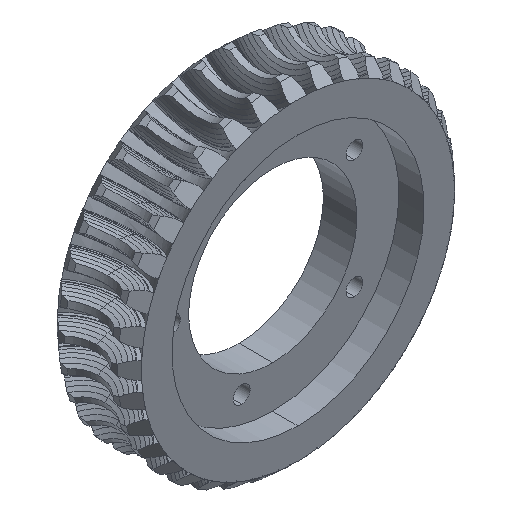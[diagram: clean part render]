
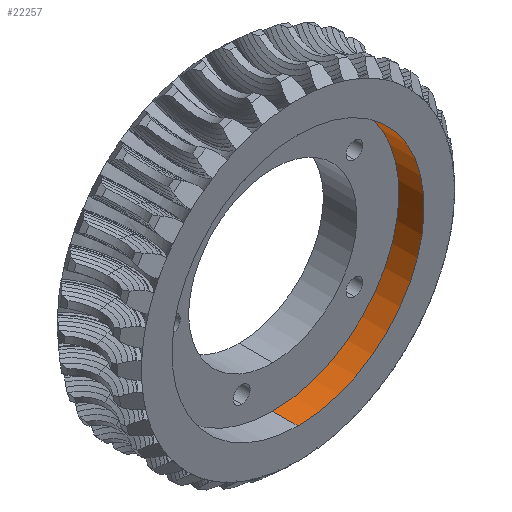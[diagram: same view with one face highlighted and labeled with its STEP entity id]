
A CAD part, isometric view. The second image highlights one B-rep face of the part: STEP entity #22257.
In plain terms, the highlighted free-form (B-spline) face has degree [2, 1] with [5, 2] control points.
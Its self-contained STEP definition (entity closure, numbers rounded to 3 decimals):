
#12753 = EDGE_CURVE('',#12754,#12756,#12758,.T.);
#12754 = VERTEX_POINT('',#12755);
#12755 = CARTESIAN_POINT('',(46.074,-3.965,
    -29.737));
#12756 = VERTEX_POINT('',#12757);
#12757 = CARTESIAN_POINT('',(46.074,-9.912,
    -29.737));
#12758 = B_SPLINE_CURVE_WITH_KNOTS('',1,(#12759,#12760),.UNSPECIFIED.,
  .F.,.F.,(2,2),(-1.5,4.5),.PIECEWISE_BEZIER_KNOTS.);
#12759 = CARTESIAN_POINT('',(46.074,-3.965,
    -29.737));
#12760 = CARTESIAN_POINT('',(46.074,-9.912,
    -29.737));
#12763 = VERTEX_POINT('',#12764);
#12764 = CARTESIAN_POINT('',(46.074,-9.912,
    29.737));
#12772 = EDGE_CURVE('',#12773,#12763,#12775,.T.);
#12773 = VERTEX_POINT('',#12774);
#12774 = CARTESIAN_POINT('',(46.074,-3.965,
    29.737));
#12775 = B_SPLINE_CURVE_WITH_KNOTS('',1,(#12776,#12777),.UNSPECIFIED.,
  .F.,.F.,(2,2),(-1.5,4.5),.PIECEWISE_BEZIER_KNOTS.);
#12776 = CARTESIAN_POINT('',(46.074,-3.965,
    29.737));
#12777 = CARTESIAN_POINT('',(46.074,-9.912,
    29.737));
#20617 = EDGE_CURVE('',#12756,#12763,#20618,.T.);
#20618 = ( BOUNDED_CURVE() B_SPLINE_CURVE(2,(#20619,#20620,#20621,#20622
,#20623),.UNSPECIFIED.,.F.,.F.) B_SPLINE_CURVE_WITH_KNOTS((3,2,3),(0.,
1.571,3.142),.PIECEWISE_BEZIER_KNOTS.) CURVE() 
GEOMETRIC_REPRESENTATION_ITEM() RATIONAL_B_SPLINE_CURVE((1.,
0.707,1.,0.707,1.)) REPRESENTATION_ITEM('') );
#20619 = CARTESIAN_POINT('',(46.074,-9.912,
    -29.737));
#20620 = CARTESIAN_POINT('',(75.811,-9.912,
    -29.737));
#20621 = CARTESIAN_POINT('',(75.811,-9.912,
    0.));
#20622 = CARTESIAN_POINT('',(75.811,-9.912,
    29.737));
#20623 = CARTESIAN_POINT('',(46.074,-9.912,
    29.737));
#22244 = EDGE_CURVE('',#12754,#12773,#22245,.T.);
#22245 = ( BOUNDED_CURVE() B_SPLINE_CURVE(2,(#22246,#22247,#22248,#22249
,#22250),.UNSPECIFIED.,.F.,.F.) B_SPLINE_CURVE_WITH_KNOTS((3,2,3),(0.,
1.571,3.142),.PIECEWISE_BEZIER_KNOTS.) CURVE() 
GEOMETRIC_REPRESENTATION_ITEM() RATIONAL_B_SPLINE_CURVE((1.,
0.707,1.,0.707,1.)) REPRESENTATION_ITEM('') );
#22246 = CARTESIAN_POINT('',(46.074,-3.965,
    -29.737));
#22247 = CARTESIAN_POINT('',(75.811,-3.965,
    -29.737));
#22248 = CARTESIAN_POINT('',(75.811,-3.965,
    0.));
#22249 = CARTESIAN_POINT('',(75.811,-3.965,
    29.737));
#22250 = CARTESIAN_POINT('',(46.074,-3.965,
    29.737));
#22257 = ADVANCED_FACE('',(#22258),#22264,.F.);
#22258 = FACE_BOUND('',#22259,.F.);
#22259 = EDGE_LOOP('',(#22260,#22261,#22262,#22263));
#22260 = ORIENTED_EDGE('',*,*,#20617,.F.);
#22261 = ORIENTED_EDGE('',*,*,#12753,.F.);
#22262 = ORIENTED_EDGE('',*,*,#22244,.T.);
#22263 = ORIENTED_EDGE('',*,*,#12772,.T.);
#22264 = ( BOUNDED_SURFACE() B_SPLINE_SURFACE(2,1,(
    (#22265,#22266)
    ,(#22267,#22268)
    ,(#22269,#22270)
    ,(#22271,#22272)
    ,(#22273,#22274
)),.UNSPECIFIED.,.F.,.F.,.F.) B_SPLINE_SURFACE_WITH_KNOTS((3,2,3),(2,2),
  (0.,1.571,3.142),(-1.5,4.5),
.PIECEWISE_BEZIER_KNOTS.) GEOMETRIC_REPRESENTATION_ITEM() 
RATIONAL_B_SPLINE_SURFACE((
    (1.,1.)
    ,(0.707,0.707)
    ,(1.,1.)
    ,(0.707,0.707)
,(1.,1.))) REPRESENTATION_ITEM('') SURFACE() );
#22265 = CARTESIAN_POINT('',(46.074,-3.965,
    -29.737));
#22266 = CARTESIAN_POINT('',(46.074,-9.912,
    -29.737));
#22267 = CARTESIAN_POINT('',(75.811,-3.965,
    -29.737));
#22268 = CARTESIAN_POINT('',(75.811,-9.912,
    -29.737));
#22269 = CARTESIAN_POINT('',(75.811,-3.965,
    0.));
#22270 = CARTESIAN_POINT('',(75.811,-9.912,
    0.));
#22271 = CARTESIAN_POINT('',(75.811,-3.965,
    29.737));
#22272 = CARTESIAN_POINT('',(75.811,-9.912,
    29.737));
#22273 = CARTESIAN_POINT('',(46.074,-3.965,
    29.737));
#22274 = CARTESIAN_POINT('',(46.074,-9.912,
    29.737));
